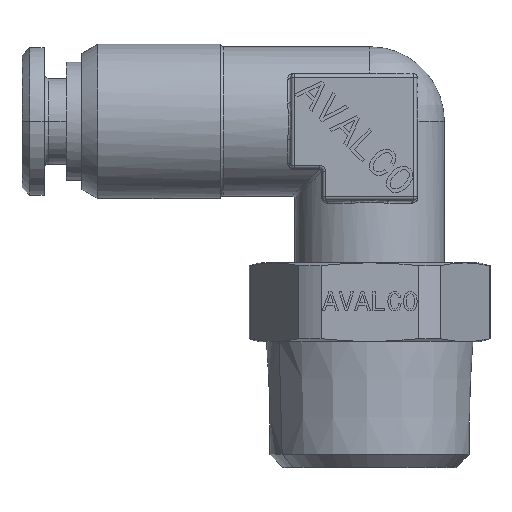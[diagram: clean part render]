
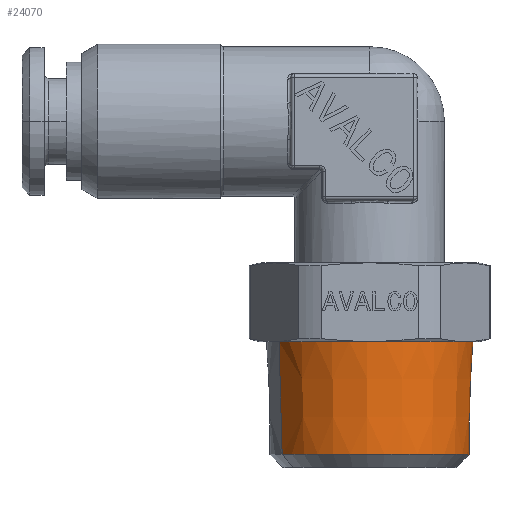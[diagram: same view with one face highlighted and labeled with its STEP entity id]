
A CAD part, top view. The second image highlights one B-rep face of the part: STEP entity #24070.
In plain terms, the highlighted conical face has half-angle 1.78 degrees and reference radius 6.314 mm.
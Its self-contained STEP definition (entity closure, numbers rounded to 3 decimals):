
#24009=CARTESIAN_POINT('Axis2P3D Location',(0.,-14.,0.)) ;
#24013=CARTESIAN_POINT('Vertex',(-5.759,-14.,3.146)) ;
#24015=CARTESIAN_POINT('Vertex',(5.759,-14.,-3.146)) ;
#24028=CARTESIAN_POINT('Axis2P3D Location',(0.,-22.,0.)) ;
#24033=CARTESIAN_POINT('Line Origine',(-5.65,-18.,3.086)) ;
#24037=CARTESIAN_POINT('Vertex',(-5.563,-21.174,3.039)) ;
#24040=CARTESIAN_POINT('Line Origine',(5.65,-18.,-3.086)) ;
#24044=CARTESIAN_POINT('Vertex',(5.563,-21.174,-3.039)) ;
#24059=CARTESIAN_POINT('Axis2P3D Location',(0.,-21.174,0.)) ;
#24010=DIRECTION('Axis2P3D Direction',(-0.,1.,0.)) ;
#24029=DIRECTION('Axis2P3D Direction',(0.,1.,0.)) ;
#24030=DIRECTION('Axis2P3D XDirection',(0.878,0.,-0.479)) ;
#24034=DIRECTION('Vector Direction',(-0.027,1.,0.015)) ;
#24041=DIRECTION('Vector Direction',(0.027,1.,-0.015)) ;
#24060=DIRECTION('Axis2P3D Direction',(-0.,1.,0.)) ;
#24011=AXIS2_PLACEMENT_3D('Circle Axis2P3D',#24009,#24010,$) ;
#24031=AXIS2_PLACEMENT_3D('Cone Axis2P3D',#24028,#24029,#24030) ;
#24061=AXIS2_PLACEMENT_3D('Circle Axis2P3D',#24059,#24060,$) ;
#24065=ORIENTED_EDGE('',*,*,#24046,.F.) ;
#24066=ORIENTED_EDGE('',*,*,#24017,.F.) ;
#24067=ORIENTED_EDGE('',*,*,#24039,.T.) ;
#24068=ORIENTED_EDGE('',*,*,#24063,.T.) ;
#24035=VECTOR('Line Direction',#24034,1.) ;
#24042=VECTOR('Line Direction',#24041,1.) ;
#24070=ADVANCED_FACE('PR505B-04R14',(#24069),#24032,.T.) ;
#24012=CIRCLE('generated circle',#24011,6.562) ;
#24062=CIRCLE('generated circle',#24061,6.339) ;
#24032=CONICAL_SURFACE('Cone',#24031,6.314,0.031) ;
#24017=EDGE_CURVE('',#24014,#24016,#24012,.T.) ;
#24039=EDGE_CURVE('',#24014,#24038,#24036,.F.) ;
#24046=EDGE_CURVE('',#24016,#24045,#24043,.F.) ;
#24063=EDGE_CURVE('',#24038,#24045,#24062,.T.) ;
#24064=EDGE_LOOP('',(#24065,#24066,#24067,#24068)) ;
#24069=FACE_OUTER_BOUND('',#24064,.T.) ;
#24036=LINE('Line',#24033,#24035) ;
#24043=LINE('Line',#24040,#24042) ;
#24014=VERTEX_POINT('',#24013) ;
#24016=VERTEX_POINT('',#24015) ;
#24038=VERTEX_POINT('',#24037) ;
#24045=VERTEX_POINT('',#24044) ;
